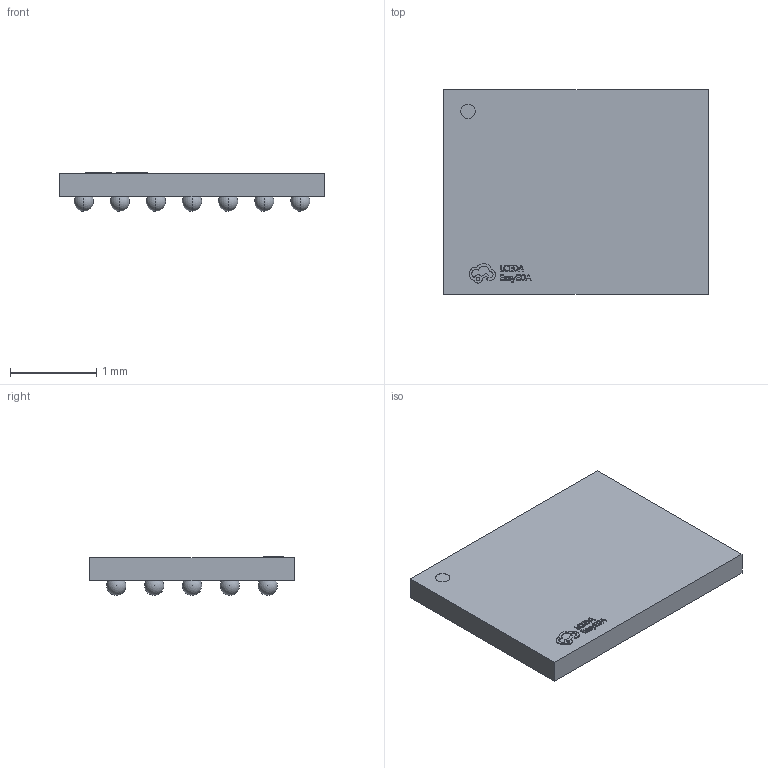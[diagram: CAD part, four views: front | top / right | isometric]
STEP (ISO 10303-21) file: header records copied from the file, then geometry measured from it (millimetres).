
FILE_DESCRIPTION (( 'STEP AP214' ), '1' );
FILE_NAME ('BGA-35_L3.1-W2.4-R5-C7-P0.42_NPM1300-CAAA-R.STEP', '2024-07-03T00:21:52', ( 'PC' ), ( 'Microsoft' ), 'SwSTEP 2.0', 'SolidWorks 2020', '' );
FILE_SCHEMA (( 'AUTOMOTIVE_DESIGN' ));
Length unit declared in the file: millimetre
Products named in the file (1): BGA-35_L3.1-W2.4-R5-C7-P0.42_NPM1300-CAAA-R
Bounding box: 3.08 x 2.38 x 0.45 mm (x, y, z)
Volume: 2.1 mm3; surface area: 20.8 mm2
Topology: 1 solids, 1 shells, 303 faces, 948 edges, 632 vertices
Faces by surface type: plane 133, bspline 98, sphere 70, cylinder 2
Entity records: 13130 total; most frequent: CARTESIAN_POINT 2910, ORIENTED_EDGE 1546, DIRECTION 1129, EDGE_CURVE 773, VERTEX_POINT 527, VECTOR 429, LINE 429, EDGE_LOOP 358
